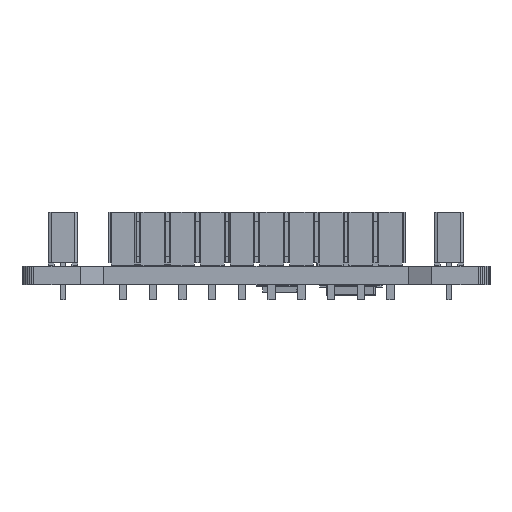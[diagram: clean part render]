
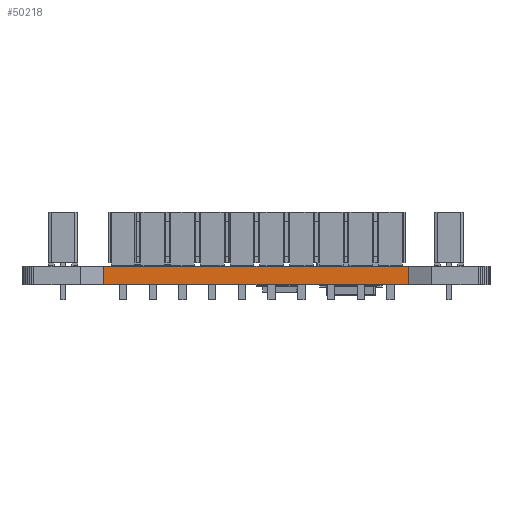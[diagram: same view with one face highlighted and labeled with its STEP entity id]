
A CAD part, left-side view. The second image highlights one B-rep face of the part: STEP entity #50218.
In plain terms, the highlighted planar face has unit normal (-1, 0, 0).
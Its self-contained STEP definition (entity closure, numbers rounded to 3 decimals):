
#43999 = PLANE('',#44000);
#44000 = AXIS2_PLACEMENT_3D('',#44001,#44002,#44003);
#44001 = CARTESIAN_POINT('',(20.,20.005,1.58));
#44002 = DIRECTION('',(-0.,-0.,-1.));
#44003 = DIRECTION('',(-1.,0.,0.));
#44053 = PLANE('',#44054);
#44054 = AXIS2_PLACEMENT_3D('',#44055,#44056,#44057);
#44055 = CARTESIAN_POINT('',(20.,20.005,0.));
#44056 = DIRECTION('',(-0.,-0.,-1.));
#44057 = DIRECTION('',(-1.,0.,0.));
#45254 = VERTEX_POINT('',#45255);
#45255 = CARTESIAN_POINT('',(1.,7.005,0.));
#45269 = PLANE('',#45270);
#45270 = AXIS2_PLACEMENT_3D('',#45271,#45272,#45273);
#45271 = CARTESIAN_POINT('',(0.,5.005,0.));
#45272 = DIRECTION('',(-0.894,0.447,0.));
#45273 = DIRECTION('',(0.447,0.894,0.));
#45281 = EDGE_CURVE('',#45254,#45282,#45284,.T.);
#45282 = VERTEX_POINT('',#45283);
#45283 = CARTESIAN_POINT('',(1.,33.005,0.));
#45284 = SURFACE_CURVE('',#45285,(#45289,#45296),.PCURVE_S1.);
#45285 = LINE('',#45286,#45287);
#45286 = CARTESIAN_POINT('',(1.,7.005,0.));
#45287 = VECTOR('',#45288,1.);
#45288 = DIRECTION('',(0.,1.,0.));
#45289 = PCURVE('',#44053,#45290);
#45290 = DEFINITIONAL_REPRESENTATION('',(#45291),#45295);
#45291 = LINE('',#45292,#45293);
#45292 = CARTESIAN_POINT('',(19.,-13.));
#45293 = VECTOR('',#45294,1.);
#45294 = DIRECTION('',(0.,1.));
#45295 = ( GEOMETRIC_REPRESENTATION_CONTEXT(2) 
PARAMETRIC_REPRESENTATION_CONTEXT() REPRESENTATION_CONTEXT('2D SPACE',''
  ) );
#45296 = PCURVE('',#45297,#45302);
#45297 = PLANE('',#45298);
#45298 = AXIS2_PLACEMENT_3D('',#45299,#45300,#45301);
#45299 = CARTESIAN_POINT('',(1.,7.005,0.));
#45300 = DIRECTION('',(-1.,0.,0.));
#45301 = DIRECTION('',(0.,1.,0.));
#45302 = DEFINITIONAL_REPRESENTATION('',(#45303),#45307);
#45303 = LINE('',#45304,#45305);
#45304 = CARTESIAN_POINT('',(0.,0.));
#45305 = VECTOR('',#45306,1.);
#45306 = DIRECTION('',(1.,0.));
#45307 = ( GEOMETRIC_REPRESENTATION_CONTEXT(2) 
PARAMETRIC_REPRESENTATION_CONTEXT() REPRESENTATION_CONTEXT('2D SPACE',''
  ) );
#45325 = PLANE('',#45326);
#45326 = AXIS2_PLACEMENT_3D('',#45327,#45328,#45329);
#45327 = CARTESIAN_POINT('',(1.,33.005,0.));
#45328 = DIRECTION('',(-0.894,-0.447,0.));
#45329 = DIRECTION('',(-0.447,0.894,0.));
#48008 = VERTEX_POINT('',#48009);
#48009 = CARTESIAN_POINT('',(1.,7.005,1.58));
#48030 = EDGE_CURVE('',#48008,#48031,#48033,.T.);
#48031 = VERTEX_POINT('',#48032);
#48032 = CARTESIAN_POINT('',(1.,33.005,1.58));
#48033 = SURFACE_CURVE('',#48034,(#48038,#48045),.PCURVE_S1.);
#48034 = LINE('',#48035,#48036);
#48035 = CARTESIAN_POINT('',(1.,7.005,1.58));
#48036 = VECTOR('',#48037,1.);
#48037 = DIRECTION('',(0.,1.,0.));
#48038 = PCURVE('',#43999,#48039);
#48039 = DEFINITIONAL_REPRESENTATION('',(#48040),#48044);
#48040 = LINE('',#48041,#48042);
#48041 = CARTESIAN_POINT('',(19.,-13.));
#48042 = VECTOR('',#48043,1.);
#48043 = DIRECTION('',(0.,1.));
#48044 = ( GEOMETRIC_REPRESENTATION_CONTEXT(2) 
PARAMETRIC_REPRESENTATION_CONTEXT() REPRESENTATION_CONTEXT('2D SPACE',''
  ) );
#48045 = PCURVE('',#45297,#48046);
#48046 = DEFINITIONAL_REPRESENTATION('',(#48047),#48051);
#48047 = LINE('',#48048,#48049);
#48048 = CARTESIAN_POINT('',(0.,-1.58));
#48049 = VECTOR('',#48050,1.);
#48050 = DIRECTION('',(1.,0.));
#48051 = ( GEOMETRIC_REPRESENTATION_CONTEXT(2) 
PARAMETRIC_REPRESENTATION_CONTEXT() REPRESENTATION_CONTEXT('2D SPACE',''
  ) );
#50168 = EDGE_CURVE('',#45282,#48031,#50169,.T.);
#50169 = SURFACE_CURVE('',#50170,(#50174,#50181),.PCURVE_S1.);
#50170 = LINE('',#50171,#50172);
#50171 = CARTESIAN_POINT('',(1.,33.005,0.));
#50172 = VECTOR('',#50173,1.);
#50173 = DIRECTION('',(0.,0.,1.));
#50174 = PCURVE('',#45325,#50175);
#50175 = DEFINITIONAL_REPRESENTATION('',(#50176),#50180);
#50176 = LINE('',#50177,#50178);
#50177 = CARTESIAN_POINT('',(0.,0.));
#50178 = VECTOR('',#50179,1.);
#50179 = DIRECTION('',(0.,-1.));
#50180 = ( GEOMETRIC_REPRESENTATION_CONTEXT(2) 
PARAMETRIC_REPRESENTATION_CONTEXT() REPRESENTATION_CONTEXT('2D SPACE',''
  ) );
#50181 = PCURVE('',#45297,#50182);
#50182 = DEFINITIONAL_REPRESENTATION('',(#50183),#50187);
#50183 = LINE('',#50184,#50185);
#50184 = CARTESIAN_POINT('',(26.,0.));
#50185 = VECTOR('',#50186,1.);
#50186 = DIRECTION('',(0.,-1.));
#50187 = ( GEOMETRIC_REPRESENTATION_CONTEXT(2) 
PARAMETRIC_REPRESENTATION_CONTEXT() REPRESENTATION_CONTEXT('2D SPACE',''
  ) );
#50218 = ADVANCED_FACE('',(#50219),#45297,.T.);
#50219 = FACE_BOUND('',#50220,.T.);
#50220 = EDGE_LOOP('',(#50221,#50242,#50243,#50244));
#50221 = ORIENTED_EDGE('',*,*,#50222,.T.);
#50222 = EDGE_CURVE('',#45254,#48008,#50223,.T.);
#50223 = SURFACE_CURVE('',#50224,(#50228,#50235),.PCURVE_S1.);
#50224 = LINE('',#50225,#50226);
#50225 = CARTESIAN_POINT('',(1.,7.005,0.));
#50226 = VECTOR('',#50227,1.);
#50227 = DIRECTION('',(0.,0.,1.));
#50228 = PCURVE('',#45297,#50229);
#50229 = DEFINITIONAL_REPRESENTATION('',(#50230),#50234);
#50230 = LINE('',#50231,#50232);
#50231 = CARTESIAN_POINT('',(0.,0.));
#50232 = VECTOR('',#50233,1.);
#50233 = DIRECTION('',(0.,-1.));
#50234 = ( GEOMETRIC_REPRESENTATION_CONTEXT(2) 
PARAMETRIC_REPRESENTATION_CONTEXT() REPRESENTATION_CONTEXT('2D SPACE',''
  ) );
#50235 = PCURVE('',#45269,#50236);
#50236 = DEFINITIONAL_REPRESENTATION('',(#50237),#50241);
#50237 = LINE('',#50238,#50239);
#50238 = CARTESIAN_POINT('',(2.236,0.));
#50239 = VECTOR('',#50240,1.);
#50240 = DIRECTION('',(0.,-1.));
#50241 = ( GEOMETRIC_REPRESENTATION_CONTEXT(2) 
PARAMETRIC_REPRESENTATION_CONTEXT() REPRESENTATION_CONTEXT('2D SPACE',''
  ) );
#50242 = ORIENTED_EDGE('',*,*,#48030,.T.);
#50243 = ORIENTED_EDGE('',*,*,#50168,.F.);
#50244 = ORIENTED_EDGE('',*,*,#45281,.F.);
